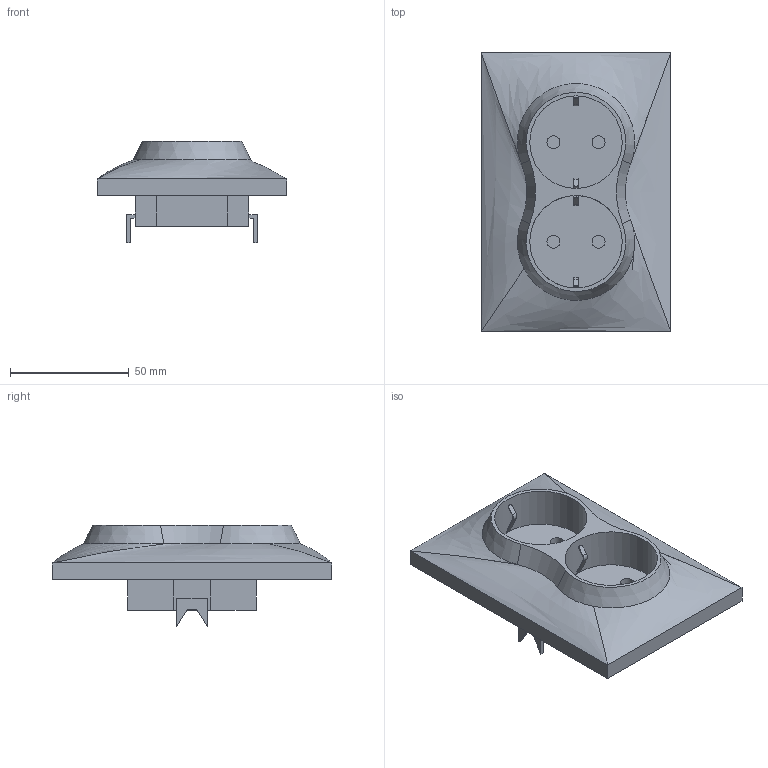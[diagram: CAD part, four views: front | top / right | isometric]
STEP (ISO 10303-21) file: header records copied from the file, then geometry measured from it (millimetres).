
FILE_DESCRIPTION (( 'STEP AP203' ), '1' );
FILE_NAME ('ERK24-K01-16-DM ÐÑ12-3-ÊÁ Ðîçåòêà 2ìåñòí. c çê áåç çàù.øòîð. 16À ÊÂÀÐÒÀ (áåëûé).STEP', '2016-11-23T11:19:02', ( '' ), ( '' ), 'SwSTEP 2.0', 'SolidWorks 2014', '' );
FILE_SCHEMA (( 'CONFIG_CONTROL_DESIGN' ));
Length unit declared in the file: millimetre
Products named in the file (1): ERK24-K01-16-DM ÐÑ12-3-ÊÁ Ðîçåòêà 2ìåñòí. c çê áåç çàù.øòîð. 16À ÊÂÀÐÒÀ (áåëûé)
Bounding box: 80 x 118 x 43 mm (x, y, z)
Volume: 109341.1 mm3; surface area: 36814.8 mm2
Topology: 1 solids, 1 shells, 164 faces, 418 edges, 272 vertices
Faces by surface type: plane 106, cylinder 35, bspline 19, cone 4
Full cylindrical faces by diameter (mm): 2.5 x4, 5.5 x4, 39 x2
Entity records: 5420 total; most frequent: CARTESIAN_POINT 1524, ORIENTED_EDGE 808, DIRECTION 727, EDGE_CURVE 404, VECTOR 279, LINE 279, VERTEX_POINT 269, AXIS2_PLACEMENT_3D 224
